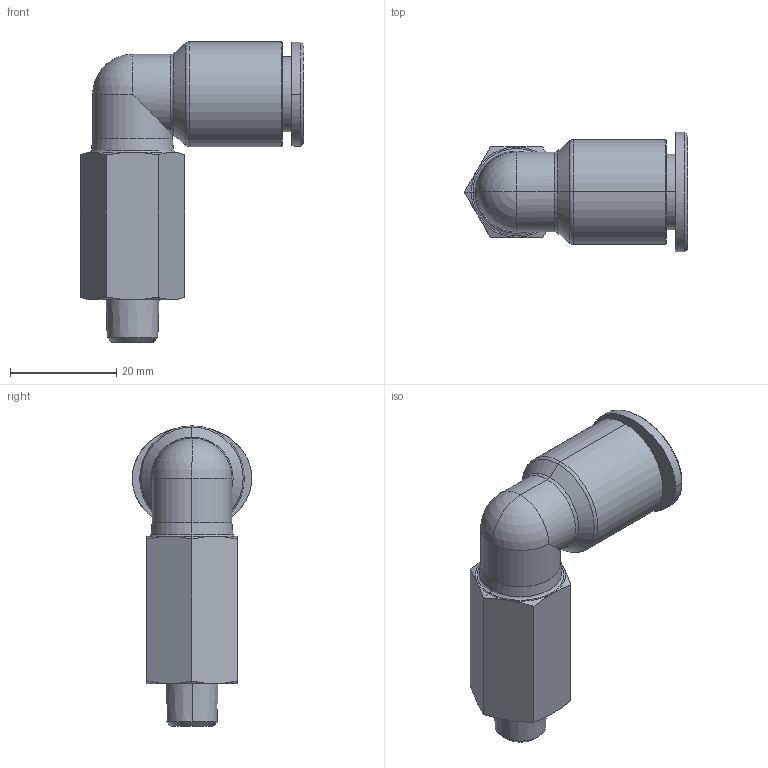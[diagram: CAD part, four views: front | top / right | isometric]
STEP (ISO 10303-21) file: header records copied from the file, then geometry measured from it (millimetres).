
FILE_DESCRIPTION((''),'2;1');
FILE_NAME('GPLL 1201(3D).stp','2012-12-21T11:10:34',(''),(''),'Mechanical Desktop.R8.0.24.0','Mechanical Desktop.R8.0.24.0',', , ');
FILE_SCHEMA(('CONFIG_CONTROL_DESIGN'));
Length unit declared in the file: millimetre
Products named in the file (3): GPLL 1201(3D); ºÎÇ°1; RM_SDB
Assembly tree (2 placements, depth 2):
  GPLL 1201(3D)
    ºÎÇ°1
    RM_SDB
Bounding box: 42.02 x 22.5 x 56.5 mm (x, y, z)
Volume: 13277.2 mm3; surface area: 6929.5 mm2
Topology: 1 solids, 1 shells, 411 faces, 1138 edges, 743 vertices
Faces by surface type: plane 346, cone 34, cylinder 15, bspline 12, torus 2, sphere 2
Entity records: 13552 total; most frequent: CARTESIAN_POINT 3024, ORIENTED_EDGE 2272, DIRECTION 1979, EDGE_CURVE 1136, VECTOR 1015, LINE 1015, VERTEX_POINT 743, AXIS2_PLACEMENT_3D 482
